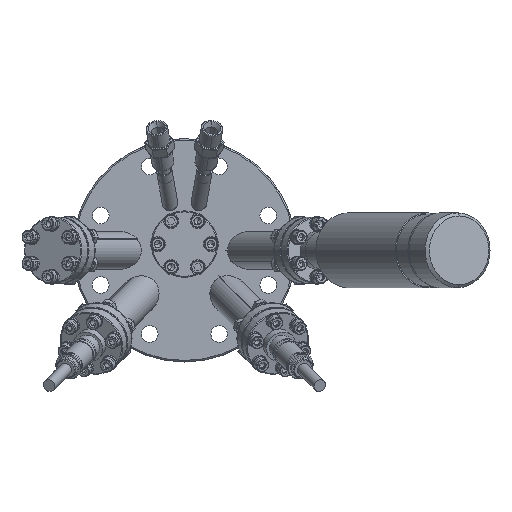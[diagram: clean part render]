
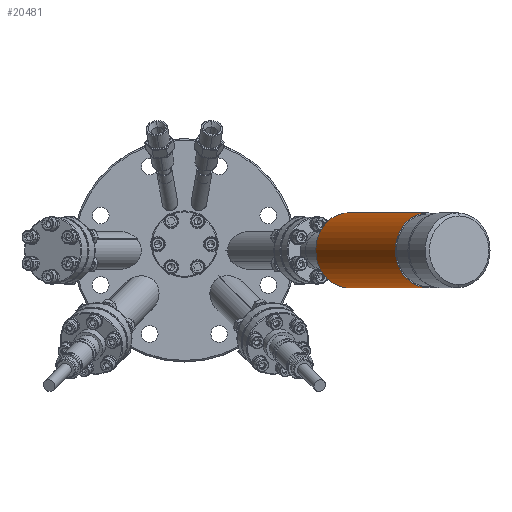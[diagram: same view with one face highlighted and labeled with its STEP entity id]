
A CAD part, front view. The second image highlights one B-rep face of the part: STEP entity #20481.
In plain terms, the highlighted cylindrical face has radius 19.05 mm (diameter 38.1 mm), a partial arc.
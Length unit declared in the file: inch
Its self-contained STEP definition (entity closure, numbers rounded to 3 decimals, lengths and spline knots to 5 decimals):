
#1483 = CARTESIAN_POINT ( 'NONE',  ( 0.83277, -12.44721, -6.59986 ) ) ;
#1561 = ORIENTED_EDGE ( 'NONE', *, *, #8050, .T. ) ;
#1633 = DIRECTION ( 'NONE',  ( 0.5, -0.866, 0. ) ) ;
#2676 = DIRECTION ( 'NONE',  ( -0.5, 0.866, 0. ) ) ;
#4768 = AXIS2_PLACEMENT_3D ( 'NONE', #9411, #13147, #46784 ) ;
#5117 = CIRCLE ( 'NONE', #4768, 0.75 ) ;
#5897 = VECTOR ( 'NONE', #58079, 39.37008 ) ;
#7683 = DIRECTION ( 'NONE',  ( 0., 0., 1. ) ) ;
#8050 = EDGE_CURVE ( 'NONE', #60342, #64653, #5117, .T. ) ;
#9411 = CARTESIAN_POINT ( 'NONE',  ( -0.76098, -9.68676, -6.59986 ) ) ;
#13147 = DIRECTION ( 'NONE',  ( 0.5, -0.866, 0. ) ) ;
#15317 = LINE ( 'NONE', #59050, #67003 ) ;
#17665 = CARTESIAN_POINT ( 'NONE',  ( 0.83277, -12.44721, -7.34986 ) ) ;
#20481 = ADVANCED_FACE ( 'NONE', ( #37213 ), #80446, .T. ) ;
#26176 = CARTESIAN_POINT ( 'NONE',  ( -0.76098, -9.68676, -7.34986 ) ) ;
#27311 = AXIS2_PLACEMENT_3D ( 'NONE', #1483, #2676, #7683 ) ;
#32476 = ORIENTED_EDGE ( 'NONE', *, *, #74096, .T. ) ;
#37213 = FACE_OUTER_BOUND ( 'NONE', #54803, .T. ) ;
#40749 = ORIENTED_EDGE ( 'NONE', *, *, #78213, .F. ) ;
#42054 = CARTESIAN_POINT ( 'NONE',  ( 0.83277, -12.44721, -6.59986 ) ) ;
#46358 = CIRCLE ( 'NONE', #61934, 0.75 ) ;
#46784 = DIRECTION ( 'NONE',  ( 0., 0., -1. ) ) ;
#48091 = CARTESIAN_POINT ( 'NONE',  ( 0.83277, -12.44721, -5.84986 ) ) ;
#48856 = DIRECTION ( 'NONE',  ( 0., 0., -1. ) ) ;
#54803 = EDGE_LOOP ( 'NONE', ( #40749, #59449, #32476, #1561 ) ) ;
#57311 = VERTEX_POINT ( 'NONE', #82800 ) ;
#58079 = DIRECTION ( 'NONE',  ( -0.5, 0.866, 0. ) ) ;
#59050 = CARTESIAN_POINT ( 'NONE',  ( 0.83277, -12.44721, -5.84986 ) ) ;
#59449 = ORIENTED_EDGE ( 'NONE', *, *, #66106, .F. ) ;
#60342 = VERTEX_POINT ( 'NONE', #63527 ) ;
#61934 = AXIS2_PLACEMENT_3D ( 'NONE', #42054, #1633, #48856 ) ;
#63527 = CARTESIAN_POINT ( 'NONE',  ( -0.76098, -9.68676, -5.84986 ) ) ;
#64653 = VERTEX_POINT ( 'NONE', #26176 ) ;
#66106 = EDGE_CURVE ( 'NONE', #84744, #57311, #46358, .T. ) ;
#67003 = VECTOR ( 'NONE', #86160, 39.37008 ) ;
#74096 = EDGE_CURVE ( 'NONE', #84744, #60342, #15317, .T. ) ;
#78213 = EDGE_CURVE ( 'NONE', #57311, #64653, #85017, .T. ) ;
#80446 = CYLINDRICAL_SURFACE ( 'NONE', #27311, 0.75 ) ;
#82800 = CARTESIAN_POINT ( 'NONE',  ( 0.83277, -12.44721, -7.34986 ) ) ;
#84744 = VERTEX_POINT ( 'NONE', #48091 ) ;
#85017 = LINE ( 'NONE', #17665, #5897 ) ;
#86160 = DIRECTION ( 'NONE',  ( -0.5, 0.866, 0. ) ) ;
